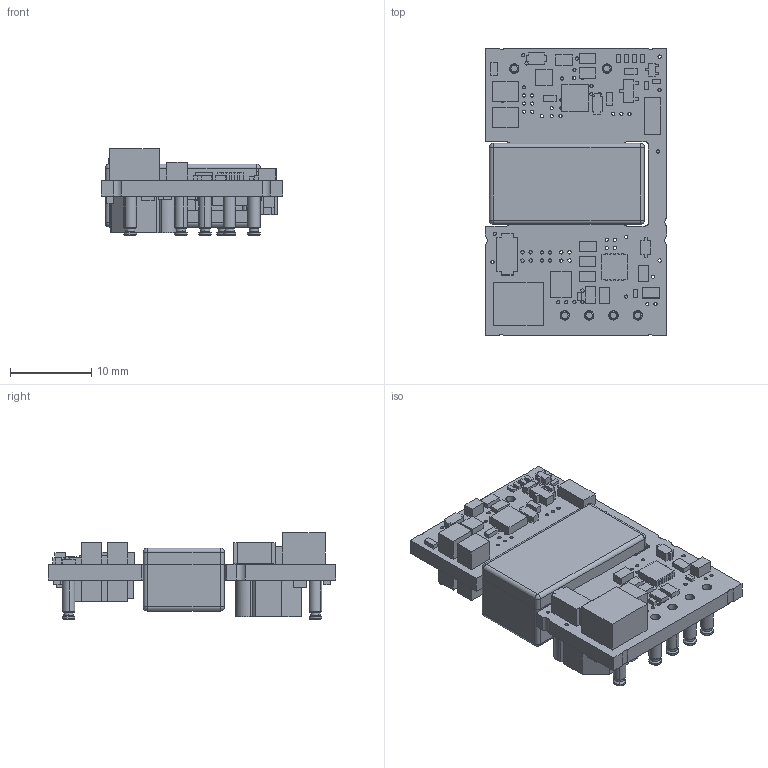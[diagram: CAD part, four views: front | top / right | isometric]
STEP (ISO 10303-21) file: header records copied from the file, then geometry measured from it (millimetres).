
FILE_DESCRIPTION (( 'STEP AP214' ), '1' );
FILE_NAME ('ASSY_MYBSP0050AABF_ES1.STEP', '2020-02-26T07:45:30', ( '' ), ( '' ), 'SwSTEP 2.0', 'SolidWorks 2017', '' );
FILE_SCHEMA (( 'AUTOMOTIVE_DESIGN' ));
Length unit declared in the file: millimetre
Products named in the file (75): R077; R002; R243; C073; R078; R003; R050; C074; R271; R004; C208; C079; R272; R005; R245; C271; R273; R006; C209; IC001; R274; R007; R247; C085; C238; C018; C281; R081; ASSY_MYBSP0050AABF_ES1; R249; IC201; R275; C210; IC202; R082; R059; C289; EEIW19_1A(I); R292; C211 ...
Assembly tree (80 placements, depth 3):
  ASSY_MYBSP0050AABF_ES1
    MYBSP0050AABFT_ES1
      R007
      R006
      R005
      R004
      R003
      R002
      R001
      PC001
      L001
      Q201
      Q003
      R192
      ZD001
      R114
      C290
      C289
      IC202
      IC201
      C281
      C085
      IC001
      C271
      C079
      C074
      C073
      C072
      D205
      C071
      C070
      D202
      D201
      D007
      C063
      R293
      R292
      R082
      R275
      R081
      C238
      R274
      R273
      R272
      R271
      R078
      R077
      R072
      R071
      R262
      R261
      C215
      C214
      C213
      C212
      C211
      R059
      C210
      R249
      C018
Bounding box: 22.4 x 35.5 x 10.7 mm (x, y, z)
Volume: 3198.8 mm3; surface area: 4862.2 mm2
Topology: 79 solids, 147 shells, 1426 faces, 3057 edges, 1992 vertices
Faces by surface type: plane 870, cylinder 478, cone 70, sphere 8
Entity records: 45178 total; most frequent: CARTESIAN_POINT 17818, ORIENTED_EDGE 5618, DIRECTION 3376, EDGE_CURVE 2809, B_SPLINE_CURVE_WITH_KNOTS 2271, VERTEX_POINT 1860, EDGE_LOOP 1481, AXIS2_PLACEMENT_3D 1454
